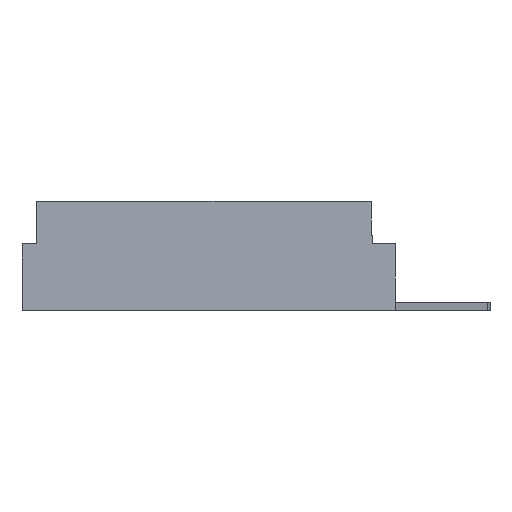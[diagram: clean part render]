
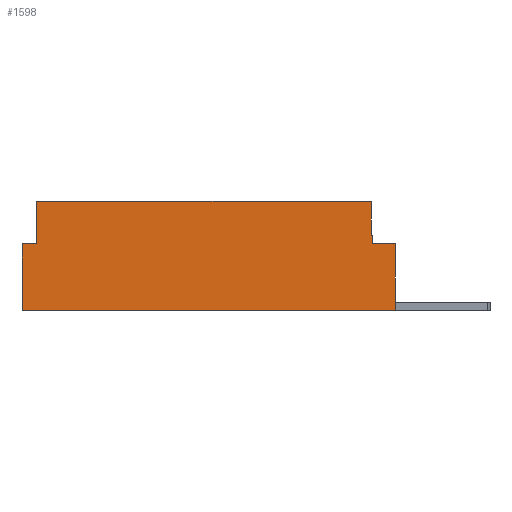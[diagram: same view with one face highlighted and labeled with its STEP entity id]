
A CAD part, front view. The second image highlights one B-rep face of the part: STEP entity #1598.
In plain terms, the highlighted planar face has unit normal (0, -1, 0).
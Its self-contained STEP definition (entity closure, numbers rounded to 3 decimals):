
#90=PLANE('',#1723);
#165=FACE_OUTER_BOUND('',#263,.T.);
#263=EDGE_LOOP('',(#1468,#1469,#1470,#1471,#1472,#1473,#1474,#1475,#1476,
#1477,#1478,#1479));
#378=LINE('',#2397,#568);
#429=LINE('',#2521,#619);
#431=LINE('',#2527,#621);
#434=LINE('',#2536,#624);
#435=LINE('',#2542,#625);
#445=LINE('',#2567,#635);
#448=LINE('',#2572,#638);
#451=LINE('',#2578,#641);
#452=LINE('',#2581,#642);
#453=LINE('',#2582,#643);
#454=LINE('',#2584,#644);
#455=LINE('',#2585,#645);
#568=VECTOR('',#1936,10.);
#619=VECTOR('',#2055,10.);
#621=VECTOR('',#2061,10.);
#624=VECTOR('',#2070,10.);
#625=VECTOR('',#2077,10.);
#635=VECTOR('',#2109,8.096);
#638=VECTOR('',#2114,79.8);
#641=VECTOR('',#2121,50.2);
#642=VECTOR('',#2124,10.);
#643=VECTOR('',#2125,10.);
#644=VECTOR('',#2126,10.);
#645=VECTOR('',#2127,10.);
#780=VERTEX_POINT('',#2395);
#781=VERTEX_POINT('',#2396);
#802=VERTEX_POINT('',#2442);
#821=VERTEX_POINT('',#2524);
#822=VERTEX_POINT('',#2526);
#825=VERTEX_POINT('',#2534);
#830=VERTEX_POINT('',#2564);
#831=VERTEX_POINT('',#2566);
#832=VERTEX_POINT('',#2570);
#833=VERTEX_POINT('',#2576);
#834=VERTEX_POINT('',#2580);
#835=VERTEX_POINT('',#2583);
#960=EDGE_CURVE('',#780,#781,#378,.T.);
#1025=EDGE_CURVE('',#781,#802,#429,.T.);
#1027=EDGE_CURVE('',#821,#822,#431,.T.);
#1032=EDGE_CURVE('',#802,#825,#434,.T.);
#1035=EDGE_CURVE('',#821,#780,#435,.T.);
#1047=EDGE_CURVE('',#830,#831,#445,.T.);
#1050=EDGE_CURVE('',#832,#830,#448,.T.);
#1053=EDGE_CURVE('',#833,#831,#451,.T.);
#1054=EDGE_CURVE('',#825,#834,#452,.T.);
#1055=EDGE_CURVE('',#834,#833,#453,.T.);
#1056=EDGE_CURVE('',#835,#832,#454,.T.);
#1057=EDGE_CURVE('',#822,#835,#455,.T.);
#1468=ORIENTED_EDGE('',*,*,#1027,.F.);
#1469=ORIENTED_EDGE('',*,*,#1035,.T.);
#1470=ORIENTED_EDGE('',*,*,#960,.T.);
#1471=ORIENTED_EDGE('',*,*,#1025,.T.);
#1472=ORIENTED_EDGE('',*,*,#1032,.T.);
#1473=ORIENTED_EDGE('',*,*,#1054,.T.);
#1474=ORIENTED_EDGE('',*,*,#1055,.T.);
#1475=ORIENTED_EDGE('',*,*,#1053,.T.);
#1476=ORIENTED_EDGE('',*,*,#1047,.F.);
#1477=ORIENTED_EDGE('',*,*,#1050,.F.);
#1478=ORIENTED_EDGE('',*,*,#1056,.F.);
#1479=ORIENTED_EDGE('',*,*,#1057,.F.);
#1598=ADVANCED_FACE('',(#165),#90,.F.);
#1723=AXIS2_PLACEMENT_3D('',#2579,#2122,#2123);
#1936=DIRECTION('',(1.,0.,0.));
#2055=DIRECTION('',(0.,0.,1.));
#2061=DIRECTION('',(0.,0.,1.));
#2070=DIRECTION('',(0.,0.,1.));
#2077=DIRECTION('',(0.817,0.,-0.577));
#2109=DIRECTION('',(0.,0.,-1.));
#2114=DIRECTION('',(1.,0.,0.));
#2121=DIRECTION('',(-1.,0.,0.));
#2122=DIRECTION('center_axis',(0.,1.,0.));
#2123=DIRECTION('ref_axis',(0.,0.,1.));
#2124=DIRECTION('',(-1.,0.,0.));
#2125=DIRECTION('',(0.,0.,1.));
#2126=DIRECTION('',(0.,0.,1.));
#2127=DIRECTION('',(1.,0.,0.));
#2395=CARTESIAN_POINT('',(74.783,291.,-33.));
#2396=CARTESIAN_POINT('',(163.5,291.,-33.));
#2397=CARTESIAN_POINT('',(56.5,291.,-33.));
#2442=CARTESIAN_POINT('',(163.5,291.,-31.));
#2521=CARTESIAN_POINT('',(163.5,291.,-27.096));
#2524=CARTESIAN_POINT('',(74.5,291.,-32.8));
#2526=CARTESIAN_POINT('',(74.5,291.,-17.096));
#2527=CARTESIAN_POINT('',(74.5,291.,-27.096));
#2534=CARTESIAN_POINT('',(163.5,291.,-17.096));
#2536=CARTESIAN_POINT('',(163.5,291.,-27.096));
#2542=CARTESIAN_POINT('',(107.282,291.,-55.936));
#2564=CARTESIAN_POINT('',(157.8,291.,-7.));
#2566=CARTESIAN_POINT('',(157.8,291.,-15.096));
#2567=CARTESIAN_POINT('',(157.8,291.,-7.));
#2570=CARTESIAN_POINT('',(78.,291.,-7.));
#2572=CARTESIAN_POINT('',(78.,291.,-7.));
#2576=CARTESIAN_POINT('',(158.,291.,-15.096));
#2578=CARTESIAN_POINT('',(208.,291.,-15.096));
#2579=CARTESIAN_POINT('Origin',(120.,291.,-37.096));
#2580=CARTESIAN_POINT('',(158.,291.,-17.096));
#2581=CARTESIAN_POINT('',(139.,291.,-17.096));
#2582=CARTESIAN_POINT('',(158.,291.,-26.096));
#2583=CARTESIAN_POINT('',(78.,291.,-17.096));
#2584=CARTESIAN_POINT('',(78.,291.,-26.096));
#2585=CARTESIAN_POINT('',(99.,291.,-17.096));
